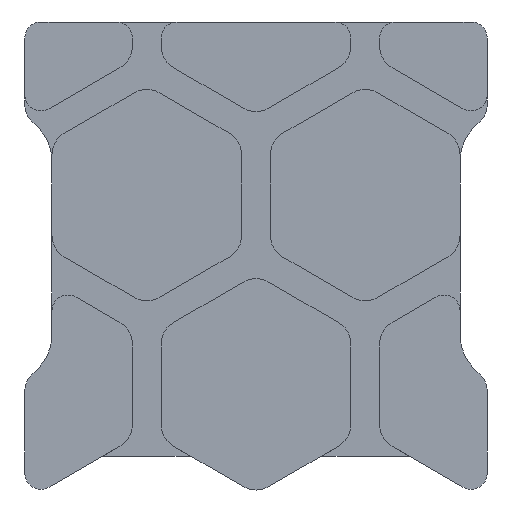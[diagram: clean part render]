
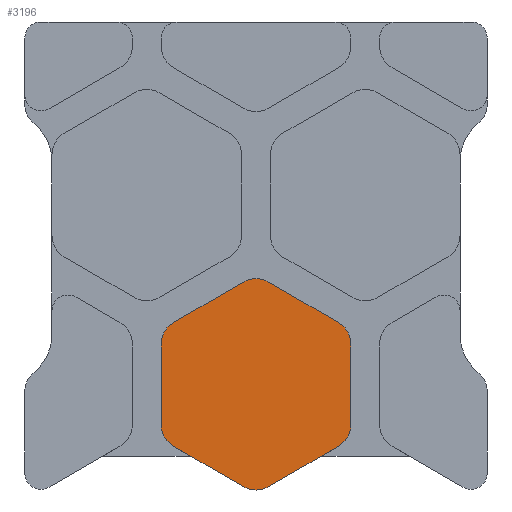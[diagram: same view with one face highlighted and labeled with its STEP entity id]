
A CAD part, left-side view. The second image highlights one B-rep face of the part: STEP entity #3196.
In plain terms, the highlighted planar face has unit normal (-1, 0, 0).
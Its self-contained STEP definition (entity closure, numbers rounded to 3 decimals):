
#145=FACE_OUTER_BOUND('',#325,.T.);
#325=EDGE_LOOP('',(#2230,#2231,#2232,#2233,#2234,#2235,#2236,#2237,#2238,
#2239,#2240,#2241));
#496=CIRCLE('',#3407,2.85);
#497=CIRCLE('',#3410,2.85);
#498=CIRCLE('',#3413,2.85);
#499=CIRCLE('',#3416,2.85);
#500=CIRCLE('',#3419,2.85);
#501=CIRCLE('',#3422,2.85);
#671=LINE('',#4834,#995);
#674=LINE('',#4842,#998);
#677=LINE('',#4850,#1001);
#680=LINE('',#4858,#1004);
#683=LINE('',#4866,#1007);
#686=LINE('',#4874,#1010);
#995=VECTOR('',#3818,10.);
#998=VECTOR('',#3827,10.);
#1001=VECTOR('',#3836,10.);
#1004=VECTOR('',#3845,10.);
#1007=VECTOR('',#3854,10.);
#1010=VECTOR('',#3863,10.);
#1324=VERTEX_POINT('',#4831);
#1325=VERTEX_POINT('',#4833);
#1326=VERTEX_POINT('',#4837);
#1327=VERTEX_POINT('',#4841);
#1328=VERTEX_POINT('',#4845);
#1329=VERTEX_POINT('',#4849);
#1330=VERTEX_POINT('',#4853);
#1331=VERTEX_POINT('',#4857);
#1332=VERTEX_POINT('',#4861);
#1333=VERTEX_POINT('',#4865);
#1334=VERTEX_POINT('',#4869);
#1335=VERTEX_POINT('',#4873);
#1661=EDGE_CURVE('',#1325,#1324,#671,.T.);
#1663=EDGE_CURVE('',#1326,#1325,#496,.T.);
#1665=EDGE_CURVE('',#1327,#1326,#674,.T.);
#1667=EDGE_CURVE('',#1328,#1327,#497,.T.);
#1669=EDGE_CURVE('',#1329,#1328,#677,.T.);
#1671=EDGE_CURVE('',#1330,#1329,#498,.T.);
#1673=EDGE_CURVE('',#1331,#1330,#680,.T.);
#1675=EDGE_CURVE('',#1332,#1331,#499,.T.);
#1677=EDGE_CURVE('',#1333,#1332,#683,.T.);
#1679=EDGE_CURVE('',#1334,#1333,#500,.T.);
#1681=EDGE_CURVE('',#1335,#1334,#686,.T.);
#1683=EDGE_CURVE('',#1324,#1335,#501,.T.);
#2230=ORIENTED_EDGE('',*,*,#1683,.T.);
#2231=ORIENTED_EDGE('',*,*,#1681,.T.);
#2232=ORIENTED_EDGE('',*,*,#1679,.T.);
#2233=ORIENTED_EDGE('',*,*,#1677,.T.);
#2234=ORIENTED_EDGE('',*,*,#1675,.T.);
#2235=ORIENTED_EDGE('',*,*,#1673,.T.);
#2236=ORIENTED_EDGE('',*,*,#1671,.T.);
#2237=ORIENTED_EDGE('',*,*,#1669,.T.);
#2238=ORIENTED_EDGE('',*,*,#1667,.T.);
#2239=ORIENTED_EDGE('',*,*,#1665,.T.);
#2240=ORIENTED_EDGE('',*,*,#1663,.T.);
#2241=ORIENTED_EDGE('',*,*,#1661,.T.);
#3085=PLANE('',#3423);
#3196=ADVANCED_FACE('',(#145),#3085,.F.);
#3407=AXIS2_PLACEMENT_3D('',#4838,#3822,#3823);
#3410=AXIS2_PLACEMENT_3D('',#4846,#3831,#3832);
#3413=AXIS2_PLACEMENT_3D('',#4854,#3840,#3841);
#3416=AXIS2_PLACEMENT_3D('',#4862,#3849,#3850);
#3419=AXIS2_PLACEMENT_3D('',#4870,#3858,#3859);
#3422=AXIS2_PLACEMENT_3D('',#4877,#3867,#3868);
#3423=AXIS2_PLACEMENT_3D('',#4878,#3869,#3870);
#3818=DIRECTION('',(0.,0.866,0.5));
#3822=DIRECTION('center_axis',(-1.,0.,0.));
#3823=DIRECTION('ref_axis',(0.,-0.5,0.866));
#3827=DIRECTION('',(0.,0.,1.));
#3831=DIRECTION('center_axis',(-1.,0.,0.));
#3832=DIRECTION('ref_axis',(0.,-1.,0.));
#3836=DIRECTION('',(0.,-0.866,0.5));
#3840=DIRECTION('center_axis',(-1.,0.,0.));
#3841=DIRECTION('ref_axis',(0.,-0.5,-0.866));
#3845=DIRECTION('',(0.,-0.866,-0.5));
#3849=DIRECTION('center_axis',(-1.,0.,0.));
#3850=DIRECTION('ref_axis',(0.,0.5,-0.866));
#3854=DIRECTION('',(0.,0.,-1.));
#3858=DIRECTION('center_axis',(-1.,0.,0.));
#3859=DIRECTION('ref_axis',(0.,1.,0.));
#3863=DIRECTION('',(0.,0.866,-0.5));
#3867=DIRECTION('center_axis',(-1.,0.,0.));
#3868=DIRECTION('ref_axis',(0.,0.5,0.866));
#3869=DIRECTION('center_axis',(1.,0.,0.));
#3870=DIRECTION('ref_axis',(0.,0.,-1.));
#4831=CARTESIAN_POINT('',(-74.8,165.575,-92.996));
#4833=CARTESIAN_POINT('',(-74.8,157.575,-97.615));
#4834=CARTESIAN_POINT('',(-74.8,157.575,-97.615));
#4837=CARTESIAN_POINT('',(-74.8,156.15,-100.083));
#4838=CARTESIAN_POINT('Origin',(-74.8,159.,-100.083));
#4841=CARTESIAN_POINT('',(-74.8,156.15,-109.321));
#4842=CARTESIAN_POINT('',(-74.8,156.15,-109.321));
#4845=CARTESIAN_POINT('',(-74.8,157.575,-111.789));
#4846=CARTESIAN_POINT('Origin',(-74.8,159.,-109.321));
#4849=CARTESIAN_POINT('',(-74.8,165.575,-116.408));
#4850=CARTESIAN_POINT('',(-74.8,165.575,-116.408));
#4853=CARTESIAN_POINT('',(-74.8,168.425,-116.408));
#4854=CARTESIAN_POINT('Origin',(-74.8,167.,-113.94));
#4857=CARTESIAN_POINT('',(-74.8,176.425,-111.789));
#4858=CARTESIAN_POINT('',(-74.8,176.425,-111.789));
#4861=CARTESIAN_POINT('',(-74.8,177.85,-109.321));
#4862=CARTESIAN_POINT('Origin',(-74.8,175.,-109.321));
#4865=CARTESIAN_POINT('',(-74.8,177.85,-100.083));
#4866=CARTESIAN_POINT('',(-74.8,177.85,-100.083));
#4869=CARTESIAN_POINT('',(-74.8,176.425,-97.615));
#4870=CARTESIAN_POINT('Origin',(-74.8,175.,-100.083));
#4873=CARTESIAN_POINT('',(-74.8,168.425,-92.996));
#4874=CARTESIAN_POINT('',(-74.8,168.425,-92.996));
#4877=CARTESIAN_POINT('Origin',(-74.8,167.,-95.464));
#4878=CARTESIAN_POINT('Origin',(-74.8,167.,-104.702));
